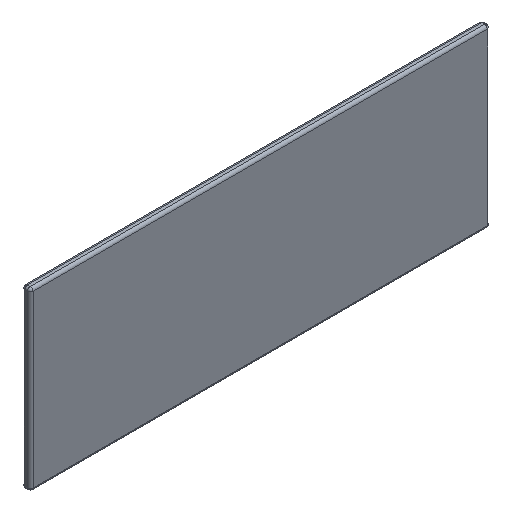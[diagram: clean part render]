
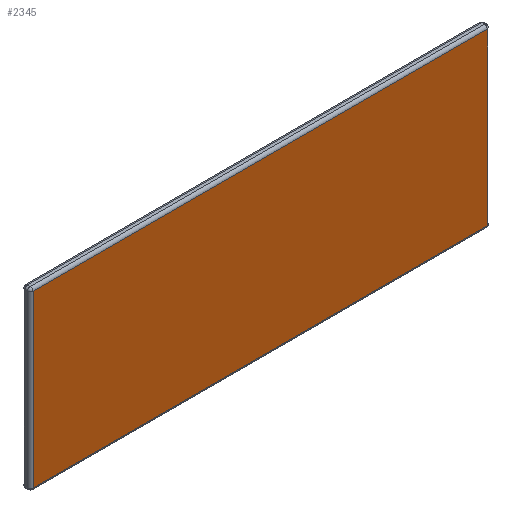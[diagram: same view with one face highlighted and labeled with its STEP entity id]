
A CAD part, isometric view. The second image highlights one B-rep face of the part: STEP entity #2345.
In plain terms, the highlighted planar face has unit normal (0, -1, 0).
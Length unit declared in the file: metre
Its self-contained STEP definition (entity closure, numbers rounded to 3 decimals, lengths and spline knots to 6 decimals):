
#329=ORIENTED_EDGE('',*,*,#1049,.T.);
#330=ORIENTED_EDGE('',*,*,#1050,.T.);
#331=ORIENTED_EDGE('',*,*,#1051,.T.);
#332=ORIENTED_EDGE('',*,*,#1052,.T.);
#1049=EDGE_CURVE('',#1409,#1410,#1594,.F.);
#1050=EDGE_CURVE('',#1410,#1411,#1595,.T.);
#1051=EDGE_CURVE('',#1411,#1412,#1596,.T.);
#1052=EDGE_CURVE('',#1412,#1409,#1597,.F.);
#1409=VERTEX_POINT('',#3358);
#1410=VERTEX_POINT('',#3359);
#1411=VERTEX_POINT('',#3361);
#1412=VERTEX_POINT('',#3363);
#1594=LINE('',#3357,#1820);
#1595=LINE('',#3360,#1821);
#1596=LINE('',#3362,#1822);
#1597=LINE('',#3364,#1823);
#1820=VECTOR('',#2673,1.);
#1821=VECTOR('',#2674,1.);
#1822=VECTOR('',#2675,1.);
#1823=VECTOR('',#2676,1.);
#1995=EDGE_LOOP('',(#329,#330,#331,#332));
#2141=FACE_BOUND('',#1995,.T.);
#2282=PLANE('',#2496);
#2345=ADVANCED_FACE('',(#2141),#2282,.F.);
#2496=AXIS2_PLACEMENT_3D('',#3356,#2671,#2672);
#2671=DIRECTION('',(0.,1.,0.));
#2672=DIRECTION('',(1.,0.,0.));
#2673=DIRECTION('',(-1.,0.,0.));
#2674=DIRECTION('',(0.,0.,1.));
#2675=DIRECTION('',(-1.,0.,0.));
#2676=DIRECTION('',(0.,0.,1.));
#3356=CARTESIAN_POINT('',(0.070765,0.,0.0254));
#3357=CARTESIAN_POINT('',(0.070765,0.,-0.0061));
#3358=CARTESIAN_POINT('',(-0.013235,0.,-0.0061));
#3359=CARTESIAN_POINT('',(0.154765,0.,-0.0061));
#3360=CARTESIAN_POINT('',(0.154765,0.,0.0579));
#3361=CARTESIAN_POINT('',(0.154765,0.,0.0569));
#3362=CARTESIAN_POINT('',(-0.014235,0.,0.0569));
#3363=CARTESIAN_POINT('',(-0.013235,0.,0.0569));
#3364=CARTESIAN_POINT('',(-0.013235,0.,0.0254));
